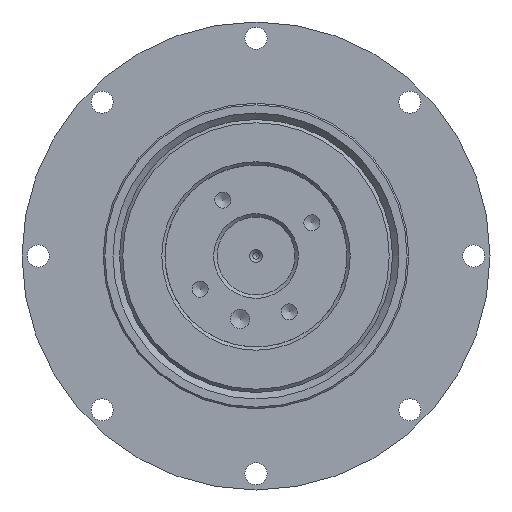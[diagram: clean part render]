
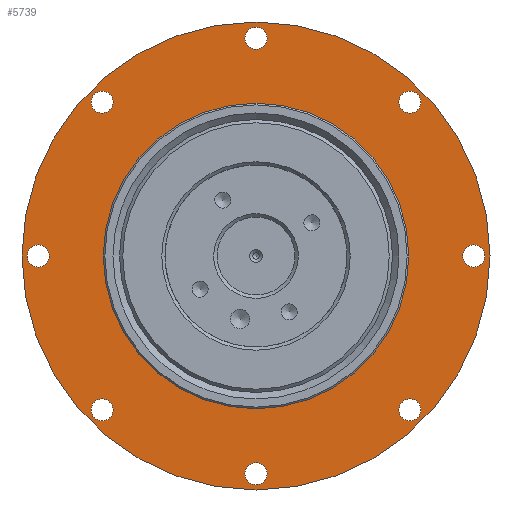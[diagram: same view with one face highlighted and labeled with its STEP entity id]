
A CAD part, left-side view. The second image highlights one B-rep face of the part: STEP entity #5739.
In plain terms, the highlighted planar face has unit normal (-1, 0, 0).
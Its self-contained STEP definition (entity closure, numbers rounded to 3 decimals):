
#857=PLANE('',#6317);
#1054=FACE_BOUND('',#1882,.T.);
#1055=FACE_BOUND('',#1883,.T.);
#1056=FACE_BOUND('',#1884,.T.);
#1057=FACE_BOUND('',#1885,.T.);
#1058=FACE_BOUND('',#1886,.T.);
#1059=FACE_BOUND('',#1887,.T.);
#1060=FACE_BOUND('',#1888,.T.);
#1061=FACE_BOUND('',#1889,.T.);
#1062=FACE_BOUND('',#1890,.T.);
#1383=FACE_OUTER_BOUND('',#1881,.T.);
#1881=EDGE_LOOP('',(#4382));
#1882=EDGE_LOOP('',(#4383));
#1883=EDGE_LOOP('',(#4384));
#1884=EDGE_LOOP('',(#4385));
#1885=EDGE_LOOP('',(#4386));
#1886=EDGE_LOOP('',(#4387));
#1887=EDGE_LOOP('',(#4388));
#1888=EDGE_LOOP('',(#4389));
#1889=EDGE_LOOP('',(#4390));
#1890=EDGE_LOOP('',(#4391));
#2400=CIRCLE('',#6318,36.);
#2401=CIRCLE('',#6319,1.7);
#2402=CIRCLE('',#6320,1.7);
#2403=CIRCLE('',#6321,1.7);
#2404=CIRCLE('',#6322,1.7);
#2405=CIRCLE('',#6323,1.7);
#2406=CIRCLE('',#6324,1.7);
#2407=CIRCLE('',#6325,1.7);
#2408=CIRCLE('',#6326,1.7);
#2409=CIRCLE('',#6327,23.5);
#2806=VERTEX_POINT('',#9307);
#2807=VERTEX_POINT('',#9309);
#2808=VERTEX_POINT('',#9311);
#2809=VERTEX_POINT('',#9313);
#2810=VERTEX_POINT('',#9315);
#2811=VERTEX_POINT('',#9317);
#2812=VERTEX_POINT('',#9319);
#2813=VERTEX_POINT('',#9321);
#2814=VERTEX_POINT('',#9323);
#2815=VERTEX_POINT('',#9325);
#3406=EDGE_CURVE('',#2806,#2806,#2400,.T.);
#3407=EDGE_CURVE('',#2807,#2807,#2401,.T.);
#3408=EDGE_CURVE('',#2808,#2808,#2402,.T.);
#3409=EDGE_CURVE('',#2809,#2809,#2403,.T.);
#3410=EDGE_CURVE('',#2810,#2810,#2404,.T.);
#3411=EDGE_CURVE('',#2811,#2811,#2405,.T.);
#3412=EDGE_CURVE('',#2812,#2812,#2406,.T.);
#3413=EDGE_CURVE('',#2813,#2813,#2407,.T.);
#3414=EDGE_CURVE('',#2814,#2814,#2408,.T.);
#3415=EDGE_CURVE('',#2815,#2815,#2409,.T.);
#4382=ORIENTED_EDGE('',*,*,#3406,.F.);
#4383=ORIENTED_EDGE('',*,*,#3407,.T.);
#4384=ORIENTED_EDGE('',*,*,#3408,.T.);
#4385=ORIENTED_EDGE('',*,*,#3409,.T.);
#4386=ORIENTED_EDGE('',*,*,#3410,.T.);
#4387=ORIENTED_EDGE('',*,*,#3411,.T.);
#4388=ORIENTED_EDGE('',*,*,#3412,.T.);
#4389=ORIENTED_EDGE('',*,*,#3413,.T.);
#4390=ORIENTED_EDGE('',*,*,#3414,.T.);
#4391=ORIENTED_EDGE('',*,*,#3415,.T.);
#5739=ADVANCED_FACE('',(#1383,#1054,#1055,#1056,#1057,#1058,#1059,#1060,
#1061,#1062),#857,.T.);
#6317=AXIS2_PLACEMENT_3D('',#9306,#7473,#7474);
#6318=AXIS2_PLACEMENT_3D('',#9308,#7475,#7476);
#6319=AXIS2_PLACEMENT_3D('',#9310,#7477,#7478);
#6320=AXIS2_PLACEMENT_3D('',#9312,#7479,#7480);
#6321=AXIS2_PLACEMENT_3D('',#9314,#7481,#7482);
#6322=AXIS2_PLACEMENT_3D('',#9316,#7483,#7484);
#6323=AXIS2_PLACEMENT_3D('',#9318,#7485,#7486);
#6324=AXIS2_PLACEMENT_3D('',#9320,#7487,#7488);
#6325=AXIS2_PLACEMENT_3D('',#9322,#7489,#7490);
#6326=AXIS2_PLACEMENT_3D('',#9324,#7491,#7492);
#6327=AXIS2_PLACEMENT_3D('',#9326,#7493,#7494);
#7473=DIRECTION('center_axis',(-1.,0.,0.));
#7474=DIRECTION('ref_axis',(0.,0.,
1.));
#7475=DIRECTION('center_axis',(1.,0.,0.));
#7476=DIRECTION('ref_axis',(0.,0.,
-1.));
#7477=DIRECTION('center_axis',(1.,0.,0.));
#7478=DIRECTION('ref_axis',(0.,-0.707,-0.707));
#7479=DIRECTION('center_axis',(1.,0.,0.));
#7480=DIRECTION('ref_axis',(0.,-1.,0.));
#7481=DIRECTION('center_axis',(1.,0.,0.));
#7482=DIRECTION('ref_axis',(0.,-0.707,0.707));
#7483=DIRECTION('center_axis',(1.,0.,0.));
#7484=DIRECTION('ref_axis',(0.,0.,
1.));
#7485=DIRECTION('center_axis',(1.,0.,0.));
#7486=DIRECTION('ref_axis',(0.,0.707,0.707));
#7487=DIRECTION('center_axis',(1.,0.,0.));
#7488=DIRECTION('ref_axis',(0.,1.,0.));
#7489=DIRECTION('center_axis',(1.,0.,0.));
#7490=DIRECTION('ref_axis',(0.,0.707,-0.707));
#7491=DIRECTION('center_axis',(1.,0.,0.));
#7492=DIRECTION('ref_axis',(0.,0.,
-1.));
#7493=DIRECTION('center_axis',(1.,0.,0.));
#7494=DIRECTION('ref_axis',(0.,0.,
-1.));
#9306=CARTESIAN_POINT('Origin',(-12.095,-13.131,52.887));
#9307=CARTESIAN_POINT('',(-12.095,-13.131,52.887));
#9308=CARTESIAN_POINT('Origin',(-12.095,-49.131,52.887));
#9309=CARTESIAN_POINT('',(-12.095,-24.241,30.401));
#9310=CARTESIAN_POINT('Origin',(-12.095,-25.443,29.199));
#9311=CARTESIAN_POINT('',(-12.095,-47.431,19.387));
#9312=CARTESIAN_POINT('Origin',(-12.095,-49.131,19.387));
#9313=CARTESIAN_POINT('',(-12.095,-71.617,27.997));
#9314=CARTESIAN_POINT('Origin',(-12.095,-72.819,29.199));
#9315=CARTESIAN_POINT('',(-12.095,-82.631,51.187));
#9316=CARTESIAN_POINT('Origin',(-12.095,-82.631,52.887));
#9317=CARTESIAN_POINT('',(-12.095,-74.021,75.373));
#9318=CARTESIAN_POINT('Origin',(-12.095,-72.819,76.575));
#9319=CARTESIAN_POINT('',(-12.095,-50.831,86.387));
#9320=CARTESIAN_POINT('Origin',(-12.095,-49.131,86.387));
#9321=CARTESIAN_POINT('',(-12.095,-26.645,77.777));
#9322=CARTESIAN_POINT('Origin',(-12.095,-25.443,76.575));
#9323=CARTESIAN_POINT('',(-12.095,-15.631,54.587));
#9324=CARTESIAN_POINT('Origin',(-12.095,-15.631,52.887));
#9325=CARTESIAN_POINT('',(-12.095,-25.631,52.887));
#9326=CARTESIAN_POINT('Origin',(-12.095,-49.131,52.887));
